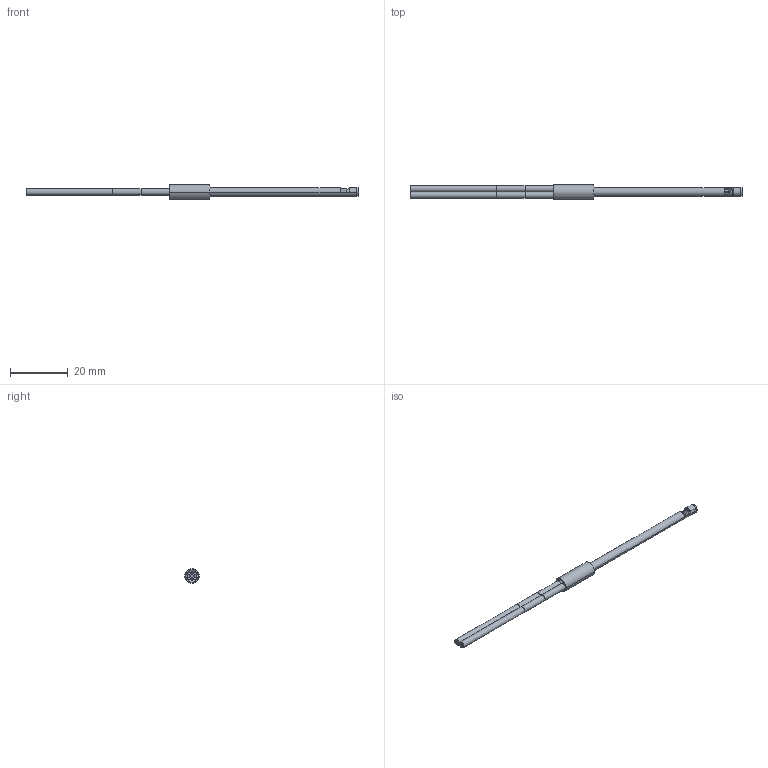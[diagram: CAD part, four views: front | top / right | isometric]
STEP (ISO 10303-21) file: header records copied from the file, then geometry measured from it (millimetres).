
FILE_DESCRIPTION((''),'2;1');
FILE_NAME('176183_ASM','2016-01-05T',('pdmadmin'),(''),'PRO/ENGINEER BY PARAMETRIC TECHNOLOGY CORPORATION, 2013230','PRO/ENGINEER BY PARAMETRIC TECHNOLOGY CORPORATION, 2013230','');
FILE_SCHEMA(('CONFIG_CONTROL_DESIGN'));
Length unit declared in the file: inch
Products named in the file (8): 35315; 34646; 10147; FIBER_CORE_1MM; 10147_BARE_CORE67; 10147_ASM; 34948; 176183_ASM
Assembly tree (9 placements, depth 3):
  176183_ASM
    35315
    34646
    10147_ASM
      10147
      FIBER_CORE_1MM  x2
      10147_BARE_CORE67  x2
    34948
Bounding box: 115.48 x 5.08 x 5.08 mm (x, y, z)
Volume: 670.4 mm3; surface area: 2816.3 mm2
Topology: 8 solids, 8 shells, 116 faces, 256 edges, 155 vertices
Faces by surface type: plane 48, cylinder 48, cone 8, torus 8, bspline 4
Entity records: 3236 total; most frequent: CARTESIAN_POINT 727, DIRECTION 542, ORIENTED_EDGE 456, EDGE_CURVE 228, AXIS2_PLACEMENT_3D 216, VERTEX_POINT 139, VECTOR 110, LINE 110
